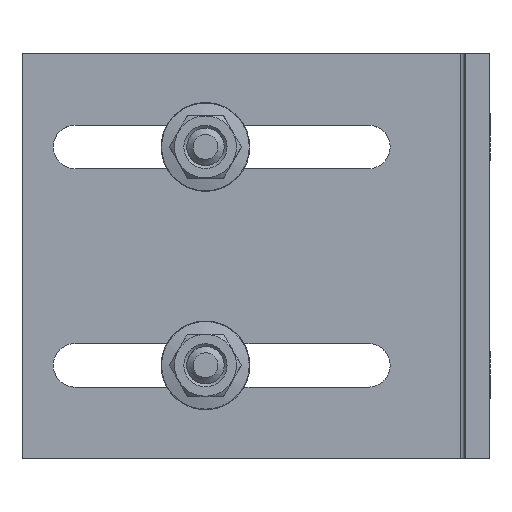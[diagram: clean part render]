
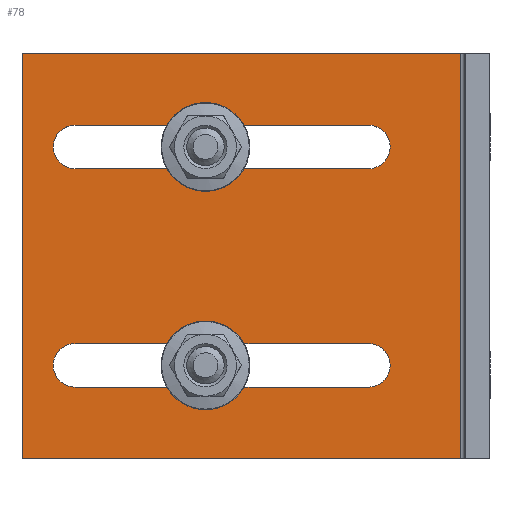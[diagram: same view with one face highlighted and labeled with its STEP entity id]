
A CAD part, top view. The second image highlights one B-rep face of the part: STEP entity #78.
In plain terms, the highlighted planar face has unit normal (0, 0, 1).
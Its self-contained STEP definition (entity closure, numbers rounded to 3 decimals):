
#78=ADVANCED_FACE('',(#334,#336,#338),#340,.T.);
#334=FACE_BOUND('',#335,.T.);
#335=EDGE_LOOP('',(#904,#905,#906,#907));
#336=FACE_BOUND('',#337,.T.);
#337=EDGE_LOOP('',(#908,#909,#910,#911,#912,#913,#914,#915,#916));
#338=FACE_BOUND('',#339,.T.);
#339=EDGE_LOOP('',(#917,#918,#919,#920,#921,#922,#923,#924,#925));
#340=PLANE('',#341);
#341=AXIS2_PLACEMENT_3D('',#342,#343,#344);
#342=CARTESIAN_POINT('',(0.,0.,4.));
#343=DIRECTION('',(0.,0.,1.));
#344=DIRECTION('',(1.,0.,0.));
#904=ORIENTED_EDGE('',*,*,#1262,.F.);
#905=ORIENTED_EDGE('',*,*,#1263,.T.);
#906=ORIENTED_EDGE('',*,*,#1264,.T.);
#907=ORIENTED_EDGE('',*,*,#1265,.T.);
#908=ORIENTED_EDGE('',*,*,#1226,.F.);
#909=ORIENTED_EDGE('',*,*,#1225,.T.);
#910=ORIENTED_EDGE('',*,*,#1266,.T.);
#911=ORIENTED_EDGE('',*,*,#1231,.T.);
#912=ORIENTED_EDGE('',*,*,#1228,.F.);
#913=ORIENTED_EDGE('',*,*,#1235,.T.);
#914=ORIENTED_EDGE('',*,*,#1267,.T.);
#915=ORIENTED_EDGE('',*,*,#1221,.T.);
#916=ORIENTED_EDGE('',*,*,#1227,.F.);
#917=ORIENTED_EDGE('',*,*,#1268,.F.);
#918=ORIENTED_EDGE('',*,*,#1269,.T.);
#919=ORIENTED_EDGE('',*,*,#1270,.T.);
#920=ORIENTED_EDGE('',*,*,#1271,.T.);
#921=ORIENTED_EDGE('',*,*,#1272,.F.);
#922=ORIENTED_EDGE('',*,*,#1273,.T.);
#923=ORIENTED_EDGE('',*,*,#1274,.T.);
#924=ORIENTED_EDGE('',*,*,#1275,.T.);
#925=ORIENTED_EDGE('',*,*,#1276,.F.);
#1221=EDGE_CURVE('',#1449,#1411,#1450,.F.);
#1225=EDGE_CURVE('',#1412,#1455,#1457,.F.);
#1226=EDGE_CURVE('',#1412,#1458,#1459,.F.);
#1227=EDGE_CURVE('',#1458,#1411,#1460,.F.);
#1228=EDGE_CURVE('',#1416,#1414,#1461,.F.);
#1231=EDGE_CURVE('',#1466,#1414,#1467,.F.);
#1235=EDGE_CURVE('',#1416,#1472,#1474,.F.);
#1262=EDGE_CURVE('',#1515,#1516,#1517,.T.);
#1263=EDGE_CURVE('',#1515,#1518,#1519,.T.);
#1264=EDGE_CURVE('',#1518,#1520,#1521,.T.);
#1265=EDGE_CURVE('',#1520,#1516,#1522,.T.);
#1266=EDGE_CURVE('',#1455,#1466,#1523,.F.);
#1267=EDGE_CURVE('',#1472,#1449,#1524,.F.);
#1268=EDGE_CURVE('',#1525,#1526,#1527,.F.);
#1269=EDGE_CURVE('',#1525,#1528,#1529,.F.);
#1270=EDGE_CURVE('',#1528,#1530,#1531,.F.);
#1271=EDGE_CURVE('',#1530,#1532,#1533,.F.);
#1272=EDGE_CURVE('',#1534,#1532,#1535,.F.);
#1273=EDGE_CURVE('',#1534,#1536,#1537,.F.);
#1274=EDGE_CURVE('',#1536,#1538,#1539,.F.);
#1275=EDGE_CURVE('',#1538,#1540,#1541,.F.);
#1276=EDGE_CURVE('',#1526,#1540,#1542,.F.);
#1411=VERTEX_POINT('',#1778);
#1412=VERTEX_POINT('',#1779);
#1414=VERTEX_POINT('',#1783);
#1416=VERTEX_POINT('',#1788);
#1449=VERTEX_POINT('',#2153);
#1450=LINE('',#2154,#2155);
#1455=VERTEX_POINT('',#2165);
#1457=LINE('',#2169,#2170);
#1458=VERTEX_POINT('',#2172);
#1459=CIRCLE('',#2173,7.1);
#1460=CIRCLE('',#2177,7.1);
#1461=CIRCLE('',#2181,7.1);
#1466=VERTEX_POINT('',#2195);
#1467=LINE('',#2196,#2197);
#1472=VERTEX_POINT('',#2207);
#1474=LINE('',#2211,#2212);
#1515=VERTEX_POINT('',#2455);
#1516=VERTEX_POINT('',#2456);
#1517=LINE('',#2457,#2458);
#1518=VERTEX_POINT('',#2460);
#1519=LINE('',#2461,#2462);
#1520=VERTEX_POINT('',#2464);
#1521=LINE('',#2465,#2466);
#1522=LINE('',#2468,#2469);
#1523=CIRCLE('',#2471,3.5);
#1524=CIRCLE('',#2475,3.5);
#1525=VERTEX_POINT('',#2479);
#1526=VERTEX_POINT('',#2480);
#1527=CIRCLE('',#2481,7.1);
#1528=VERTEX_POINT('',#2485);
#1529=LINE('',#2486,#2487);
#1530=VERTEX_POINT('',#2489);
#1531=CIRCLE('',#2490,3.5);
#1532=VERTEX_POINT('',#2494);
#1533=LINE('',#2495,#2496);
#1534=VERTEX_POINT('',#2498);
#1535=CIRCLE('',#2499,7.1);
#1536=VERTEX_POINT('',#2503);
#1537=LINE('',#2504,#2505);
#1538=VERTEX_POINT('',#2507);
#1539=CIRCLE('',#2508,3.5);
#1540=VERTEX_POINT('',#2512);
#1541=LINE('',#2513,#2514);
#1542=CIRCLE('',#2516,7.1);
#1778=CARTESIAN_POINT('',(23.22,-11.5,4.));
#1779=CARTESIAN_POINT('',(35.575,-11.5,4.));
#1783=CARTESIAN_POINT('',(35.575,-18.5,4.));
#1788=CARTESIAN_POINT('',(23.22,-18.5,4.));
#2153=CARTESIAN_POINT('',(8.5,-11.5,4.));
#2154=CARTESIAN_POINT('',(23.22,-11.5,4.));
#2155=VECTOR('',#2156,1.);
#2156=DIRECTION('',(-1.,0.,0.));
#2165=CARTESIAN_POINT('',(55.5,-11.5,4.));
#2169=CARTESIAN_POINT('',(55.5,-11.5,4.));
#2170=VECTOR('',#2171,1.);
#2171=DIRECTION('',(-1.,0.,0.));
#2172=CARTESIAN_POINT('',(23.249,-11.45,4.));
#2173=AXIS2_PLACEMENT_3D('',#2174,#2175,#2176);
#2174=CARTESIAN_POINT('',(29.397,-15.,4.));
#2175=DIRECTION('',(0.,0.,-1.));
#2176=DIRECTION('',(-0.866,0.5,0.));
#2177=AXIS2_PLACEMENT_3D('',#2178,#2179,#2180);
#2178=CARTESIAN_POINT('',(29.397,-15.,4.));
#2179=DIRECTION('',(0.,0.,-1.));
#2180=DIRECTION('',(-0.87,0.493,0.));
#2181=AXIS2_PLACEMENT_3D('',#2182,#2183,#2184);
#2182=CARTESIAN_POINT('',(29.397,-15.,4.));
#2183=DIRECTION('',(0.,0.,-1.));
#2184=DIRECTION('',(0.87,-0.493,0.));
#2195=CARTESIAN_POINT('',(55.5,-18.5,4.));
#2196=CARTESIAN_POINT('',(35.575,-18.5,4.));
#2197=VECTOR('',#2198,1.);
#2198=DIRECTION('',(1.,0.,0.));
#2207=CARTESIAN_POINT('',(8.5,-18.5,4.));
#2211=CARTESIAN_POINT('',(8.5,-18.5,4.));
#2212=VECTOR('',#2213,1.);
#2213=DIRECTION('',(1.,0.,0.));
#2455=CARTESIAN_POINT('',(70.2,0.,4.));
#2456=CARTESIAN_POINT('',(70.2,-65.,4.));
#2457=CARTESIAN_POINT('',(70.2,0.,4.));
#2458=VECTOR('',#2459,1.);
#2459=DIRECTION('',(0.,-1.,0.));
#2460=CARTESIAN_POINT('',(0.,0.,4.));
#2461=CARTESIAN_POINT('',(70.2,0.,4.));
#2462=VECTOR('',#2463,1.);
#2463=DIRECTION('',(-1.,0.,0.));
#2464=CARTESIAN_POINT('',(0.,-65.,4.));
#2465=CARTESIAN_POINT('',(0.,0.,4.));
#2466=VECTOR('',#2467,1.);
#2467=DIRECTION('',(0.,-1.,0.));
#2468=CARTESIAN_POINT('',(0.,-65.,4.));
#2469=VECTOR('',#2470,1.);
#2470=DIRECTION('',(1.,0.,0.));
#2471=AXIS2_PLACEMENT_3D('',#2472,#2473,#2474);
#2472=CARTESIAN_POINT('',(55.5,-15.,4.));
#2473=DIRECTION('',(-0.,0.,1.));
#2474=DIRECTION('',(0.,-1.,0.));
#2475=AXIS2_PLACEMENT_3D('',#2476,#2477,#2478);
#2476=CARTESIAN_POINT('',(8.5,-15.,4.));
#2477=DIRECTION('',(0.,-0.,1.));
#2478=DIRECTION('',(0.,1.,0.));
#2479=CARTESIAN_POINT('',(35.575,-46.5,4.));
#2480=CARTESIAN_POINT('',(23.249,-46.45,4.));
#2481=AXIS2_PLACEMENT_3D('',#2482,#2483,#2484);
#2482=CARTESIAN_POINT('',(29.397,-50.,4.));
#2483=DIRECTION('',(0.,0.,-1.));
#2484=DIRECTION('',(-0.866,0.5,0.));
#2485=CARTESIAN_POINT('',(55.5,-46.5,4.));
#2486=CARTESIAN_POINT('',(55.5,-46.5,4.));
#2487=VECTOR('',#2488,1.);
#2488=DIRECTION('',(-1.,0.,0.));
#2489=CARTESIAN_POINT('',(55.5,-53.5,4.));
#2490=AXIS2_PLACEMENT_3D('',#2491,#2492,#2493);
#2491=CARTESIAN_POINT('',(55.5,-50.,4.));
#2492=DIRECTION('',(-0.,0.,1.));
#2493=DIRECTION('',(0.,-1.,0.));
#2494=CARTESIAN_POINT('',(35.575,-53.5,4.));
#2495=CARTESIAN_POINT('',(35.575,-53.5,4.));
#2496=VECTOR('',#2497,1.);
#2497=DIRECTION('',(1.,0.,0.));
#2498=CARTESIAN_POINT('',(23.22,-53.5,4.));
#2499=AXIS2_PLACEMENT_3D('',#2500,#2501,#2502);
#2500=CARTESIAN_POINT('',(29.397,-50.,4.));
#2501=DIRECTION('',(0.,0.,-1.));
#2502=DIRECTION('',(0.87,-0.493,0.));
#2503=CARTESIAN_POINT('',(8.5,-53.5,4.));
#2504=CARTESIAN_POINT('',(8.5,-53.5,4.));
#2505=VECTOR('',#2506,1.);
#2506=DIRECTION('',(1.,0.,0.));
#2507=CARTESIAN_POINT('',(8.5,-46.5,4.));
#2508=AXIS2_PLACEMENT_3D('',#2509,#2510,#2511);
#2509=CARTESIAN_POINT('',(8.5,-50.,4.));
#2510=DIRECTION('',(0.,-0.,1.));
#2511=DIRECTION('',(0.,1.,0.));
#2512=CARTESIAN_POINT('',(23.22,-46.5,4.));
#2513=CARTESIAN_POINT('',(23.22,-46.5,4.));
#2514=VECTOR('',#2515,1.);
#2515=DIRECTION('',(-1.,0.,0.));
#2516=AXIS2_PLACEMENT_3D('',#2517,#2518,#2519);
#2517=CARTESIAN_POINT('',(29.397,-50.,4.));
#2518=DIRECTION('',(0.,0.,-1.));
#2519=DIRECTION('',(-0.87,0.493,0.));
